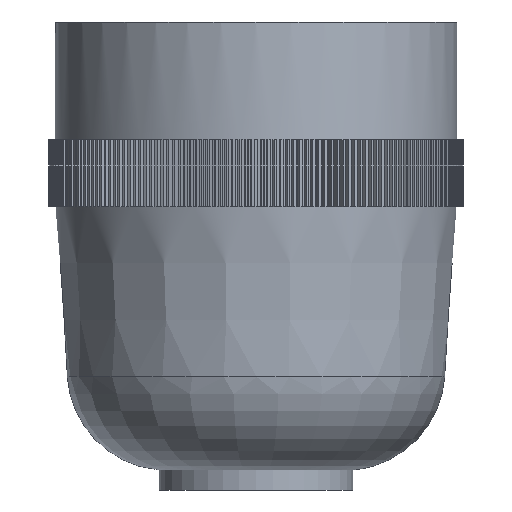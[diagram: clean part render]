
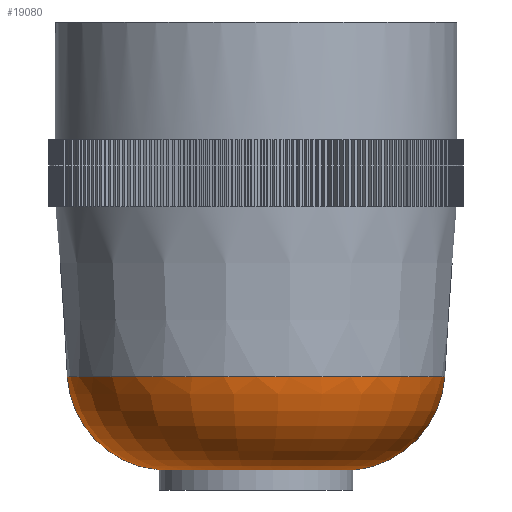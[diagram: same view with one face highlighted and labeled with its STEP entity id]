
A CAD part, front view. The second image highlights one B-rep face of the part: STEP entity #19080.
In plain terms, the highlighted toroidal (fillet/blend) face has major radius 6.627 mm and minor radius 7.5 mm.
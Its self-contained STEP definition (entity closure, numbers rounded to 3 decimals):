
#24=DEGENERATE_TOROIDAL_SURFACE('',#20258,6.627,7.5,
 .T.);
#5064=ORIENTED_EDGE('',*,*,#10561,.T.);
#5065=ORIENTED_EDGE('',*,*,#10560,.F.);
#10560=EDGE_CURVE('',#13356,#13356,#15020,.T.);
#10561=EDGE_CURVE('',#13357,#13357,#15021,.T.);
#13356=VERTEX_POINT('',#28209);
#13357=VERTEX_POINT('',#28212);
#15020=CIRCLE('',#20257,7.25);
#15021=CIRCLE('',#20259,14.108);
#15752=EDGE_LOOP('',(#5064));
#15753=EDGE_LOOP('',(#5065));
#16894=FACE_BOUND('',#15752,.T.);
#16895=FACE_BOUND('',#15753,.T.);
#19080=ADVANCED_FACE('',(#16894,#16895),#24,.T.);
#20257=AXIS2_PLACEMENT_3D('',#28208,#22409,#22410);
#20258=AXIS2_PLACEMENT_3D('',#28210,#22411,#22412);
#20259=AXIS2_PLACEMENT_3D('',#28211,#22413,#22414);
#22409=DIRECTION('',(0.,0.,-1.));
#22410=DIRECTION('',(1.,0.,0.));
#22411=DIRECTION('',(0.,0.,-1.));
#22412=DIRECTION('',(-1.,0.,0.));
#22413=DIRECTION('',(0.,0.,-1.));
#22414=DIRECTION('',(1.,0.,0.));
#28208=CARTESIAN_POINT('',(0.,0.,-32.9));
#28209=CARTESIAN_POINT('',(7.25,0.,-32.9));
#28210=CARTESIAN_POINT('',(0.,0.,-25.426));
#28211=CARTESIAN_POINT('',(0.,0.,-25.949));
#28212=CARTESIAN_POINT('',(14.108,0.,-25.949));
